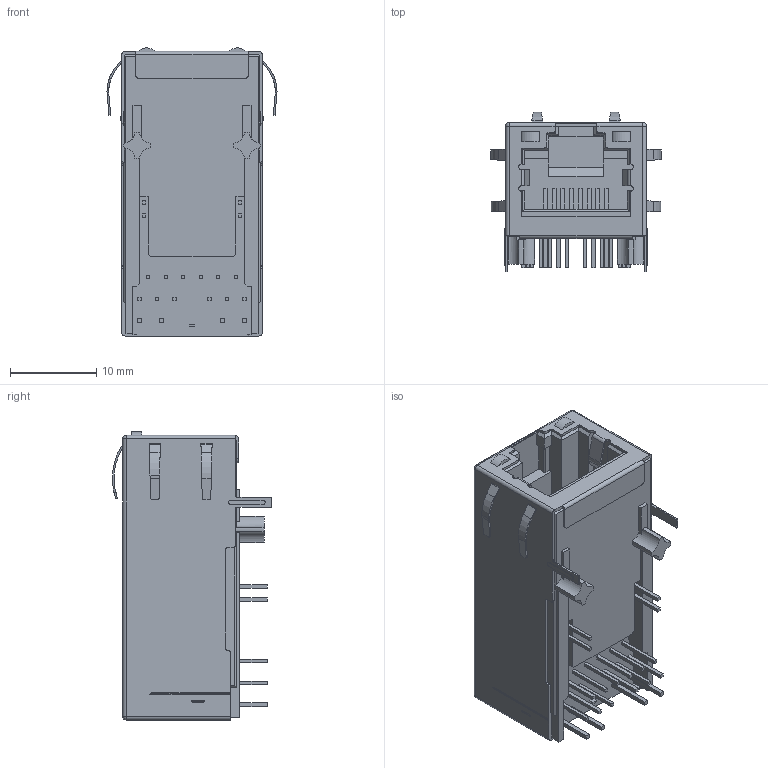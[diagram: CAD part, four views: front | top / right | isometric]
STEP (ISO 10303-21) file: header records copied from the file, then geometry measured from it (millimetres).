
FILE_DESCRIPTION((''),'2;1');
FILE_NAME('C-2489108-1','2024-06-25T02:13:51',('workeradm'),('TE Connectivity Ltd.'),'CREO PARAMETRIC BY PTC INC, 2021072','CREO PARAMETRIC BY PTC INC, 2021072','');
FILE_SCHEMA(('AUTOMOTIVE_DESIGN { 1 0 10303 214 1 1 1 1 }'));
Length unit declared in the file: millimetre
Products named in the file (1): C-2489108-1
Bounding box: 19.72 x 18.48 x 33.41 mm (x, y, z)
Volume: 5914.8 mm3; surface area: 3492.7 mm2
Topology: 1 solids, 1 shells, 543 faces, 1400 edges, 892 vertices
Faces by surface type: plane 377, cylinder 130, bspline 28, sphere 8
Entity records: 17267 total; most frequent: CARTESIAN_POINT 4036, ORIENTED_EDGE 2800, DIRECTION 2606, EDGE_CURVE 1400, VECTOR 1084, LINE 1084, VERTEX_POINT 892, AXIS2_PLACEMENT_3D 761
